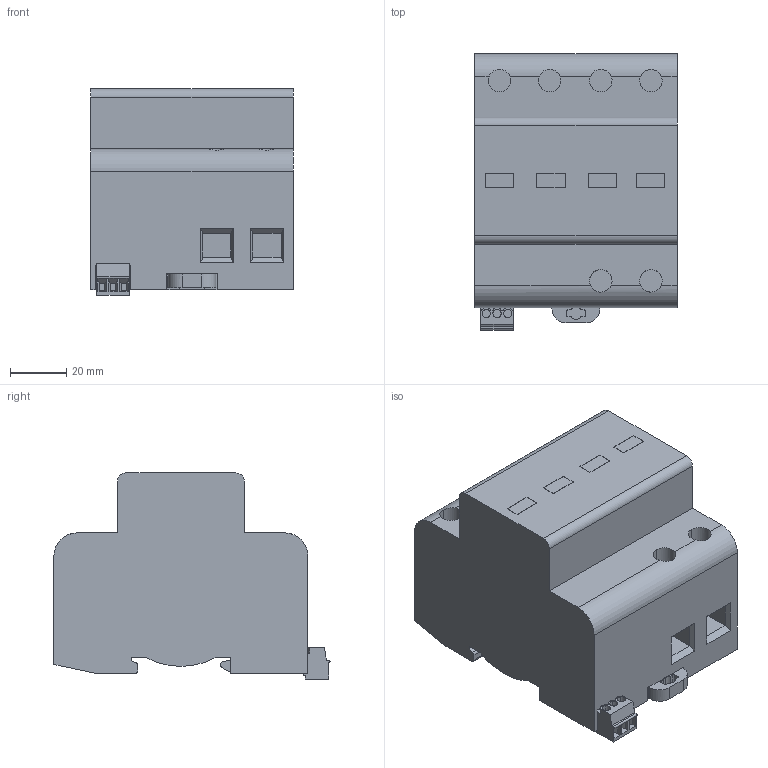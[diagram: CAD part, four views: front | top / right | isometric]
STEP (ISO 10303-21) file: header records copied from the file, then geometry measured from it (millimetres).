
FILE_DESCRIPTION(('CATIA V5 STEP Exchange','CAx-IF Rec.Pracs.--- Model Styling and Organization---1.4--- 2014-01-23'),'2;1');
FILE_NAME ('D1472154_0', '2021-01-28T12:22:42+00:00', ('none'), ('Weidmueller'), 'CATIA Version 5-6 Release 2016 SP3 HF44', 'CATIA V5 STEP AP214', 'none');
FILE_SCHEMA(('AUTOMOTIVE_DESIGN { 1 0 10303 214 1 1 1 1 }'));
Length unit declared in the file: millimetre
Products named in the file (1): S3D_VPU_AC_I_1-1_R_275_25_LCF_MB
Bounding box: 71.85 x 97.9 x 73.09 mm (x, y, z)
Volume: 365619.9 mm3; surface area: 42792.8 mm2
Topology: 10 solids, 10 shells, 404 faces, 1115 edges, 755 vertices
Faces by surface type: plane 322, cylinder 64, cone 12, extrusion 6
Entity records: 12703 total; most frequent: CARTESIAN_POINT 2420, ORIENTED_EDGE 2230, DIRECTION 1645, EDGE_CURVE 1115, VECTOR 900, LINE 894, VERTEX_POINT 755, AXIS2_PLACEMENT_3D 456
